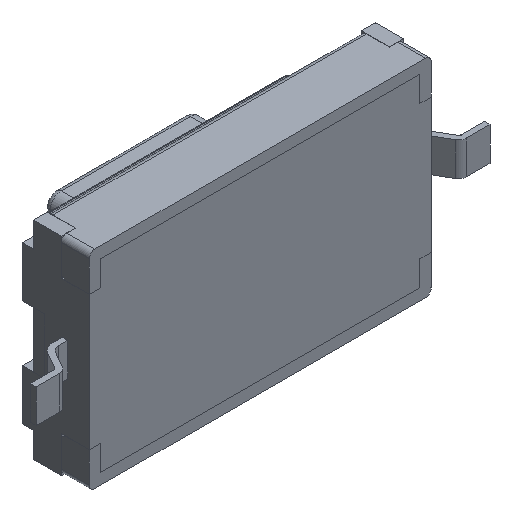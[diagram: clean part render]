
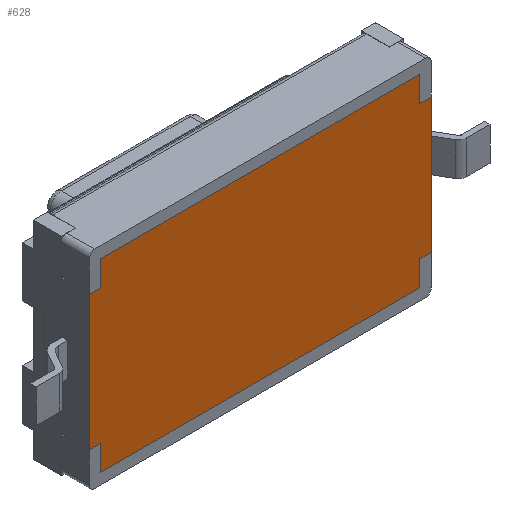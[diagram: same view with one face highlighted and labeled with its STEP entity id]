
A CAD part, isometric view. The second image highlights one B-rep face of the part: STEP entity #628.
In plain terms, the highlighted planar face has unit normal (0, -1, 0).
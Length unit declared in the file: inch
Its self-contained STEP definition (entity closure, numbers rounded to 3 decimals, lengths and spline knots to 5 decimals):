
#13 = VECTOR ( 'NONE', #4312, 39.37008 ) ;
#87 = VERTEX_POINT ( 'NONE', #834 ) ;
#89 = VERTEX_POINT ( 'NONE', #3344 ) ;
#133 = VERTEX_POINT ( 'NONE', #3061 ) ;
#307 = EDGE_CURVE ( 'NONE', #87, #3578, #4157, .T. ) ;
#393 = DIRECTION ( 'NONE',  ( -1., 0., 0. ) ) ;
#472 = LINE ( 'NONE', #1813, #4593 ) ;
#500 = ORIENTED_EDGE ( 'NONE', *, *, #4652, .F. ) ;
#518 = LINE ( 'NONE', #3572, #1762 ) ;
#522 = EDGE_CURVE ( 'NONE', #3420, #5252, #2422, .T. ) ;
#628 = ADVANCED_FACE ( 'NONE', ( #1703 ), #1159, .F. ) ;
#815 = DIRECTION ( 'NONE',  ( 1., 0., 0. ) ) ;
#834 = CARTESIAN_POINT ( 'NONE',  ( -0.12008, 0., -0.04724 ) ) ;
#903 = ORIENTED_EDGE ( 'NONE', *, *, #4548, .F. ) ;
#990 = VECTOR ( 'NONE', #5037, 39.37008 ) ;
#1032 = VERTEX_POINT ( 'NONE', #2939 ) ;
#1159 = PLANE ( 'NONE',  #4764 ) ;
#1330 = ORIENTED_EDGE ( 'NONE', *, *, #1578, .F. ) ;
#1399 = LINE ( 'NONE', #2710, #3976 ) ;
#1578 = EDGE_CURVE ( 'NONE', #2166, #1032, #472, .T. ) ;
#1596 = CARTESIAN_POINT ( 'NONE',  ( -0.12008, 0., 0.04724 ) ) ;
#1604 = ORIENTED_EDGE ( 'NONE', *, *, #3304, .F. ) ;
#1703 = FACE_OUTER_BOUND ( 'NONE', #4637, .T. ) ;
#1761 = CARTESIAN_POINT ( 'NONE',  ( -0.1122, 0., -0.07283 ) ) ;
#1762 = VECTOR ( 'NONE', #2782, 39.37008 ) ;
#1796 = LINE ( 'NONE', #4381, #2997 ) ;
#1813 = CARTESIAN_POINT ( 'NONE',  ( -0.12008, 0., -0.06496 ) ) ;
#1855 = LINE ( 'NONE', #3479, #2001 ) ;
#1891 = ORIENTED_EDGE ( 'NONE', *, *, #5542, .F. ) ;
#1896 = DIRECTION ( 'NONE',  ( 1., 0., 0. ) ) ;
#2001 = VECTOR ( 'NONE', #4823, 39.37008 ) ;
#2147 = VERTEX_POINT ( 'NONE', #5497 ) ;
#2166 = VERTEX_POINT ( 'NONE', #4189 ) ;
#2207 = DIRECTION ( 'NONE',  ( -1., 0., 0. ) ) ;
#2253 = VERTEX_POINT ( 'NONE', #2917 ) ;
#2310 = EDGE_CURVE ( 'NONE', #133, #2147, #1855, .T. ) ;
#2422 = LINE ( 'NONE', #3411, #990 ) ;
#2440 = DIRECTION ( 'NONE',  ( 0., 0., 1. ) ) ;
#2547 = LINE ( 'NONE', #3728, #3539 ) ;
#2593 = LINE ( 'NONE', #1761, #13 ) ;
#2680 = EDGE_CURVE ( 'NONE', #5256, #133, #3535, .T. ) ;
#2689 = CARTESIAN_POINT ( 'NONE',  ( -0.12008, 0., 0.06496 ) ) ;
#2710 = CARTESIAN_POINT ( 'NONE',  ( 0.12008, 0., 0.04724 ) ) ;
#2766 = CARTESIAN_POINT ( 'NONE',  ( 0., 0., 0.04724 ) ) ;
#2770 = ORIENTED_EDGE ( 'NONE', *, *, #307, .F. ) ;
#2782 = DIRECTION ( 'NONE',  ( 1., 0., 0. ) ) ;
#2783 = CARTESIAN_POINT ( 'NONE',  ( -0.1122, 0., -0.07283 ) ) ;
#2917 = CARTESIAN_POINT ( 'NONE',  ( 0.12008, 0., 0.04724 ) ) ;
#2939 = CARTESIAN_POINT ( 'NONE',  ( -0.1122, 0., -0.06496 ) ) ;
#2997 = VECTOR ( 'NONE', #393, 39.37008 ) ;
#3020 = ORIENTED_EDGE ( 'NONE', *, *, #2310, .F. ) ;
#3061 = CARTESIAN_POINT ( 'NONE',  ( 0.1122, 0., 0.06496 ) ) ;
#3071 = EDGE_CURVE ( 'NONE', #3420, #2253, #1399, .T. ) ;
#3289 = CARTESIAN_POINT ( 'NONE',  ( 0.1122, 0., -0.04724 ) ) ;
#3304 = EDGE_CURVE ( 'NONE', #89, #5256, #2593, .T. ) ;
#3325 = CARTESIAN_POINT ( 'NONE',  ( -0.27097, 0., 0.04724 ) ) ;
#3344 = CARTESIAN_POINT ( 'NONE',  ( -0.1122, 0., 0.04724 ) ) ;
#3411 = CARTESIAN_POINT ( 'NONE',  ( 0., 0., -0.04724 ) ) ;
#3420 = VERTEX_POINT ( 'NONE', #3947 ) ;
#3479 = CARTESIAN_POINT ( 'NONE',  ( 0.1122, 0., -0.07283 ) ) ;
#3535 = LINE ( 'NONE', #2689, #4591 ) ;
#3539 = VECTOR ( 'NONE', #4270, 39.37008 ) ;
#3565 = EDGE_CURVE ( 'NONE', #1032, #4229, #4912, .T. ) ;
#3570 = ORIENTED_EDGE ( 'NONE', *, *, #522, .F. ) ;
#3572 = CARTESIAN_POINT ( 'NONE',  ( 0., 0., 0.04724 ) ) ;
#3578 = VERTEX_POINT ( 'NONE', #3739 ) ;
#3631 = ORIENTED_EDGE ( 'NONE', *, *, #2680, .F. ) ;
#3685 = CARTESIAN_POINT ( 'NONE',  ( -0.1122, 0., 0.06496 ) ) ;
#3689 = ORIENTED_EDGE ( 'NONE', *, *, #4185, .F. ) ;
#3728 = CARTESIAN_POINT ( 'NONE',  ( 0.1122, 0., -0.07283 ) ) ;
#3739 = CARTESIAN_POINT ( 'NONE',  ( -0.12008, 0., 0.04724 ) ) ;
#3947 = CARTESIAN_POINT ( 'NONE',  ( 0.12008, 0., -0.04724 ) ) ;
#3976 = VECTOR ( 'NONE', #4457, 39.37008 ) ;
#4135 = VECTOR ( 'NONE', #5408, 39.37008 ) ;
#4157 = LINE ( 'NONE', #1596, #4135 ) ;
#4185 = EDGE_CURVE ( 'NONE', #2147, #2253, #4870, .T. ) ;
#4189 = CARTESIAN_POINT ( 'NONE',  ( 0.1122, 0., -0.06496 ) ) ;
#4229 = VERTEX_POINT ( 'NONE', #4480 ) ;
#4270 = DIRECTION ( 'NONE',  ( 0., 0., -1. ) ) ;
#4312 = DIRECTION ( 'NONE',  ( 0., 0., 1. ) ) ;
#4339 = ORIENTED_EDGE ( 'NONE', *, *, #3565, .F. ) ;
#4368 = ORIENTED_EDGE ( 'NONE', *, *, #3071, .T. ) ;
#4381 = CARTESIAN_POINT ( 'NONE',  ( 0., 0., -0.04724 ) ) ;
#4409 = DIRECTION ( 'NONE',  ( 1., 0., 0. ) ) ;
#4431 = VECTOR ( 'NONE', #2440, 39.37008 ) ;
#4457 = DIRECTION ( 'NONE',  ( 0., 0., 1. ) ) ;
#4480 = CARTESIAN_POINT ( 'NONE',  ( -0.1122, 0., -0.04724 ) ) ;
#4548 = EDGE_CURVE ( 'NONE', #5252, #2166, #2547, .T. ) ;
#4565 = VECTOR ( 'NONE', #1896, 39.37008 ) ;
#4591 = VECTOR ( 'NONE', #4409, 39.37008 ) ;
#4593 = VECTOR ( 'NONE', #2207, 39.37008 ) ;
#4637 = EDGE_LOOP ( 'NONE', ( #903, #3570, #4368, #3689, #3020, #3631, #1604, #1891, #2770, #500, #4339, #1330 ) ) ;
#4652 = EDGE_CURVE ( 'NONE', #4229, #87, #1796, .T. ) ;
#4674 = DIRECTION ( 'NONE',  ( 0., 1., 0. ) ) ;
#4764 = AXIS2_PLACEMENT_3D ( 'NONE', #3325, #4674, #815 ) ;
#4823 = DIRECTION ( 'NONE',  ( 0., 0., -1. ) ) ;
#4870 = LINE ( 'NONE', #2766, #4565 ) ;
#4912 = LINE ( 'NONE', #2783, #4431 ) ;
#5037 = DIRECTION ( 'NONE',  ( -1., 0., 0. ) ) ;
#5252 = VERTEX_POINT ( 'NONE', #3289 ) ;
#5256 = VERTEX_POINT ( 'NONE', #3685 ) ;
#5408 = DIRECTION ( 'NONE',  ( 0., 0., 1. ) ) ;
#5497 = CARTESIAN_POINT ( 'NONE',  ( 0.1122, 0., 0.04724 ) ) ;
#5542 = EDGE_CURVE ( 'NONE', #3578, #89, #518, .T. ) ;
